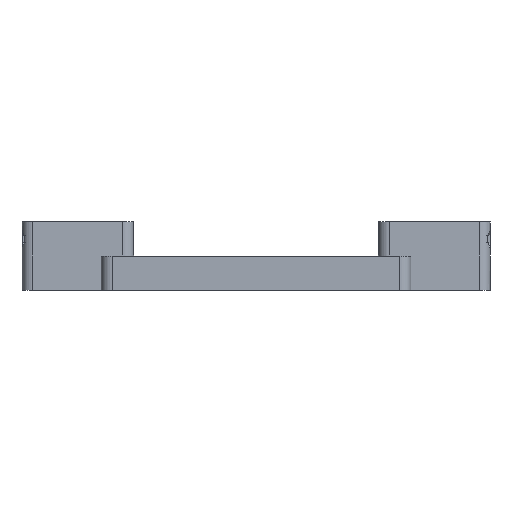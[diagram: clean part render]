
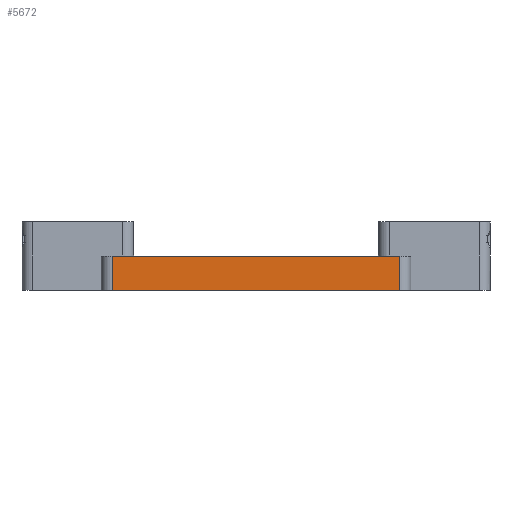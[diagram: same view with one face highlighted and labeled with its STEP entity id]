
A CAD part, front view. The second image highlights one B-rep face of the part: STEP entity #5672.
In plain terms, the highlighted planar face has unit normal (0, -1, 0).
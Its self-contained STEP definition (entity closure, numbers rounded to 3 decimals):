
#84 = PLANE('',#85);
#85 = AXIS2_PLACEMENT_3D('',#86,#87,#88);
#86 = CARTESIAN_POINT('',(-56.9,-44.7,0.));
#87 = DIRECTION('',(0.,0.,-1.));
#88 = DIRECTION('',(-1.,0.,0.));
#3541 = PLANE('',#3542);
#3542 = AXIS2_PLACEMENT_3D('',#3543,#3544,#3545);
#3543 = CARTESIAN_POINT('',(-56.9,-48.7,12.5));
#3544 = DIRECTION('',(0.,0.,1.));
#3545 = DIRECTION('',(1.,0.,0.));
#3566 = VERTEX_POINT('',#3567);
#3567 = CARTESIAN_POINT('',(-52.9,-48.7,12.5));
#3582 = CYLINDRICAL_SURFACE('',#3583,4.);
#3583 = AXIS2_PLACEMENT_3D('',#3584,#3585,#3586);
#3584 = CARTESIAN_POINT('',(-52.9,-44.7,0.));
#3585 = DIRECTION('',(0.,0.,1.));
#3586 = DIRECTION('',(-1.,0.,0.));
#3594 = EDGE_CURVE('',#3566,#3595,#3597,.T.);
#3595 = VERTEX_POINT('',#3596);
#3596 = CARTESIAN_POINT('',(52.9,-48.7,12.5));
#3597 = SURFACE_CURVE('',#3598,(#3602,#3609),.PCURVE_S1.);
#3598 = LINE('',#3599,#3600);
#3599 = CARTESIAN_POINT('',(-56.9,-48.7,12.5));
#3600 = VECTOR('',#3601,1.);
#3601 = DIRECTION('',(1.,0.,0.));
#3602 = PCURVE('',#3541,#3603);
#3603 = DEFINITIONAL_REPRESENTATION('',(#3604),#3608);
#3604 = LINE('',#3605,#3606);
#3605 = CARTESIAN_POINT('',(0.,0.));
#3606 = VECTOR('',#3607,1.);
#3607 = DIRECTION('',(1.,0.));
#3608 = ( GEOMETRIC_REPRESENTATION_CONTEXT(2) 
PARAMETRIC_REPRESENTATION_CONTEXT() REPRESENTATION_CONTEXT('2D SPACE',''
  ) );
#3609 = PCURVE('',#3610,#3615);
#3610 = PLANE('',#3611);
#3611 = AXIS2_PLACEMENT_3D('',#3612,#3613,#3614);
#3612 = CARTESIAN_POINT('',(-56.9,-48.7,0.));
#3613 = DIRECTION('',(0.,1.,0.));
#3614 = DIRECTION('',(0.,0.,1.));
#3615 = DEFINITIONAL_REPRESENTATION('',(#3616),#3620);
#3616 = LINE('',#3617,#3618);
#3617 = CARTESIAN_POINT('',(12.5,0.));
#3618 = VECTOR('',#3619,1.);
#3619 = DIRECTION('',(0.,1.));
#3620 = ( GEOMETRIC_REPRESENTATION_CONTEXT(2) 
PARAMETRIC_REPRESENTATION_CONTEXT() REPRESENTATION_CONTEXT('2D SPACE',''
  ) );
#3643 = CYLINDRICAL_SURFACE('',#3644,4.);
#3644 = AXIS2_PLACEMENT_3D('',#3645,#3646,#3647);
#3645 = CARTESIAN_POINT('',(52.9,-44.7,0.));
#3646 = DIRECTION('',(0.,0.,1.));
#3647 = DIRECTION('',(1.,0.,0.));
#5627 = VERTEX_POINT('',#5628);
#5628 = CARTESIAN_POINT('',(52.9,-48.7,0.));
#5650 = EDGE_CURVE('',#5627,#3595,#5651,.T.);
#5651 = SURFACE_CURVE('',#5652,(#5656,#5663),.PCURVE_S1.);
#5652 = LINE('',#5653,#5654);
#5653 = CARTESIAN_POINT('',(52.9,-48.7,0.));
#5654 = VECTOR('',#5655,1.);
#5655 = DIRECTION('',(0.,0.,1.));
#5656 = PCURVE('',#3643,#5657);
#5657 = DEFINITIONAL_REPRESENTATION('',(#5658),#5662);
#5658 = LINE('',#5659,#5660);
#5659 = CARTESIAN_POINT('',(-1.571,0.));
#5660 = VECTOR('',#5661,1.);
#5661 = DIRECTION('',(0.,1.));
#5662 = ( GEOMETRIC_REPRESENTATION_CONTEXT(2) 
PARAMETRIC_REPRESENTATION_CONTEXT() REPRESENTATION_CONTEXT('2D SPACE',''
  ) );
#5663 = PCURVE('',#3610,#5664);
#5664 = DEFINITIONAL_REPRESENTATION('',(#5665),#5669);
#5665 = LINE('',#5666,#5667);
#5666 = CARTESIAN_POINT('',(0.,109.8));
#5667 = VECTOR('',#5668,1.);
#5668 = DIRECTION('',(1.,0.));
#5669 = ( GEOMETRIC_REPRESENTATION_CONTEXT(2) 
PARAMETRIC_REPRESENTATION_CONTEXT() REPRESENTATION_CONTEXT('2D SPACE',''
  ) );
#5672 = ADVANCED_FACE('',(#5673),#3610,.F.);
#5673 = FACE_BOUND('',#5674,.F.);
#5674 = EDGE_LOOP('',(#5675,#5698,#5719,#5720));
#5675 = ORIENTED_EDGE('',*,*,#5676,.F.);
#5676 = EDGE_CURVE('',#5677,#5627,#5679,.T.);
#5677 = VERTEX_POINT('',#5678);
#5678 = CARTESIAN_POINT('',(-52.9,-48.7,0.));
#5679 = SURFACE_CURVE('',#5680,(#5684,#5691),.PCURVE_S1.);
#5680 = LINE('',#5681,#5682);
#5681 = CARTESIAN_POINT('',(-56.9,-48.7,0.));
#5682 = VECTOR('',#5683,1.);
#5683 = DIRECTION('',(1.,0.,0.));
#5684 = PCURVE('',#3610,#5685);
#5685 = DEFINITIONAL_REPRESENTATION('',(#5686),#5690);
#5686 = LINE('',#5687,#5688);
#5687 = CARTESIAN_POINT('',(0.,0.));
#5688 = VECTOR('',#5689,1.);
#5689 = DIRECTION('',(0.,1.));
#5690 = ( GEOMETRIC_REPRESENTATION_CONTEXT(2) 
PARAMETRIC_REPRESENTATION_CONTEXT() REPRESENTATION_CONTEXT('2D SPACE',''
  ) );
#5691 = PCURVE('',#84,#5692);
#5692 = DEFINITIONAL_REPRESENTATION('',(#5693),#5697);
#5693 = LINE('',#5694,#5695);
#5694 = CARTESIAN_POINT('',(0.,-4.));
#5695 = VECTOR('',#5696,1.);
#5696 = DIRECTION('',(-1.,0.));
#5697 = ( GEOMETRIC_REPRESENTATION_CONTEXT(2) 
PARAMETRIC_REPRESENTATION_CONTEXT() REPRESENTATION_CONTEXT('2D SPACE',''
  ) );
#5698 = ORIENTED_EDGE('',*,*,#5699,.T.);
#5699 = EDGE_CURVE('',#5677,#3566,#5700,.T.);
#5700 = SURFACE_CURVE('',#5701,(#5705,#5712),.PCURVE_S1.);
#5701 = LINE('',#5702,#5703);
#5702 = CARTESIAN_POINT('',(-52.9,-48.7,0.));
#5703 = VECTOR('',#5704,1.);
#5704 = DIRECTION('',(0.,0.,1.));
#5705 = PCURVE('',#3610,#5706);
#5706 = DEFINITIONAL_REPRESENTATION('',(#5707),#5711);
#5707 = LINE('',#5708,#5709);
#5708 = CARTESIAN_POINT('',(0.,4.));
#5709 = VECTOR('',#5710,1.);
#5710 = DIRECTION('',(1.,0.));
#5711 = ( GEOMETRIC_REPRESENTATION_CONTEXT(2) 
PARAMETRIC_REPRESENTATION_CONTEXT() REPRESENTATION_CONTEXT('2D SPACE',''
  ) );
#5712 = PCURVE('',#3582,#5713);
#5713 = DEFINITIONAL_REPRESENTATION('',(#5714),#5718);
#5714 = LINE('',#5715,#5716);
#5715 = CARTESIAN_POINT('',(1.571,0.));
#5716 = VECTOR('',#5717,1.);
#5717 = DIRECTION('',(0.,1.));
#5718 = ( GEOMETRIC_REPRESENTATION_CONTEXT(2) 
PARAMETRIC_REPRESENTATION_CONTEXT() REPRESENTATION_CONTEXT('2D SPACE',''
  ) );
#5719 = ORIENTED_EDGE('',*,*,#3594,.T.);
#5720 = ORIENTED_EDGE('',*,*,#5650,.F.);
